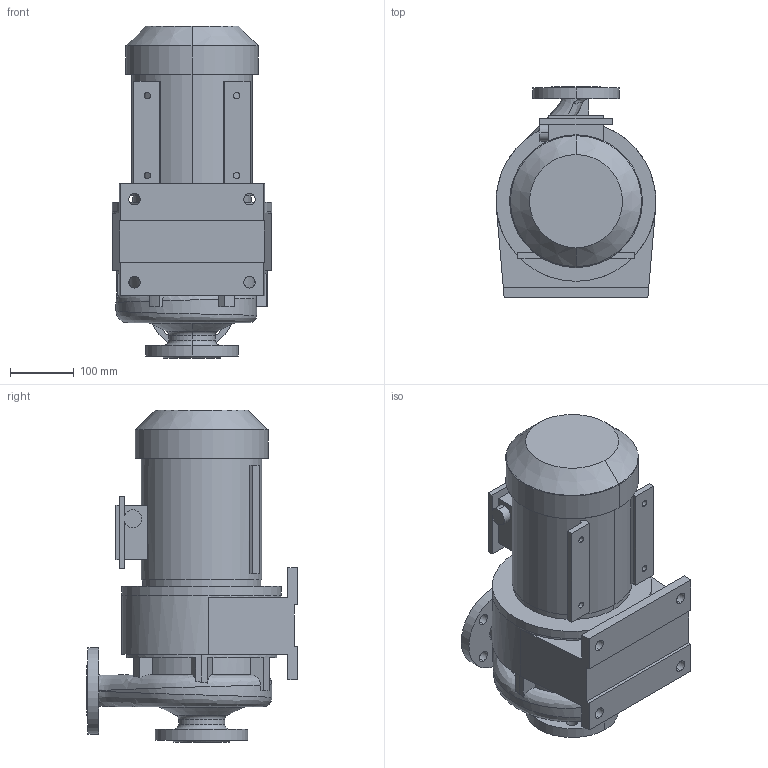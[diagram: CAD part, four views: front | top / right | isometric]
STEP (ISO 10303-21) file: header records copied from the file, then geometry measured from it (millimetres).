
FILE_DESCRIPTION (( 'STEP AP214' ), '1' );
FILE_NAME ('帎40-25-160 90L2.STEP', '2012-07-27T03:58:33', ( 'referent' ), ( '' ), 'SwSTEP 2.0', 'SolidWorks 2012', '' );
FILE_SCHEMA (( 'AUTOMOTIVE_DESIGN' ));
Length unit declared in the file: millimetre
Products named in the file (1): 帎40-25-160 90L2
Bounding box: 250 x 330 x 519.6 mm (x, y, z)
Volume: 18221709.4 mm3; surface area: 811978.7 mm2
Topology: 2 solids, 2 shells, 193 faces, 531 edges, 348 vertices
Faces by surface type: plane 92, cylinder 74, bspline 11, cone 10, torus 6
Entity records: 12160 total; most frequent: CARTESIAN_POINT 4968, ORIENTED_EDGE 1062, DIRECTION 1049, EDGE_CURVE 531, AXIS2_PLACEMENT_3D 394, VERTEX_POINT 348, VECTOR 261, LINE 261
